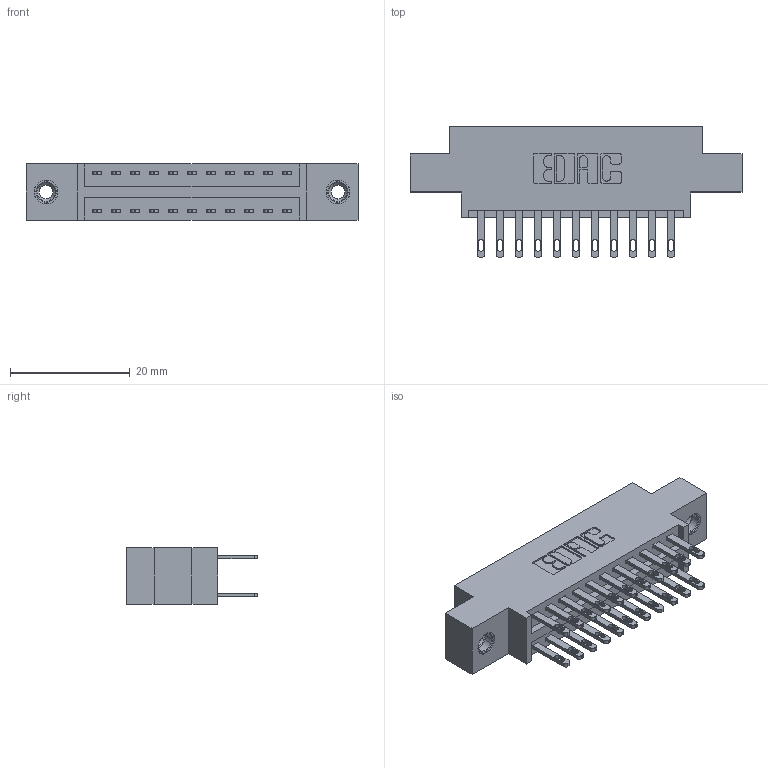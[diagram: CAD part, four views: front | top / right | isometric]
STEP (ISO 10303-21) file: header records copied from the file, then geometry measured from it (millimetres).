
FILE_DESCRIPTION (( 'STEP AP203' ), '1' );
FILE_NAME ('346-022-500-808.STEP', '2022-05-18T20:31:43', ( '' ), ( '' ), 'SwSTEP 2.0', 'SolidWorks 2020', '' );
FILE_SCHEMA (( 'CONFIG_CONTROL_DESIGN' ));
Length unit declared in the file: inch
Products named in the file (4): 345-250-001_345-250-003-102; 345-292-001_345-293-100; 346-022-500-808; 346 Part_0.170 Offset - 0.156 Dia-TI
Assembly tree (25 placements, depth 2):
  346-022-500-808
    346 Part_0.170 Offset - 0.156 Dia-TI
    345-292-001_345-293-100  x22
    345-250-001_345-250-003-102  x2
Bounding box: 55.5 x 21.84 x 9.4 mm (x, y, z)
Volume: 5077.2 mm3; surface area: 6921.6 mm2
Topology: 25 solids, 25 shells, 1242 faces, 3711 edges, 2466 vertices
Faces by surface type: plane 750, cylinder 476, cone 12, torus 4
Entity records: 12600 total; most frequent: CARTESIAN_POINT 2103, ORIENTED_EDGE 2030, DIRECTION 1933, EDGE_CURVE 1015, LINE 815, VECTOR 815, VERTEX_POINT 672, AXIS2_PLACEMENT_3D 559
